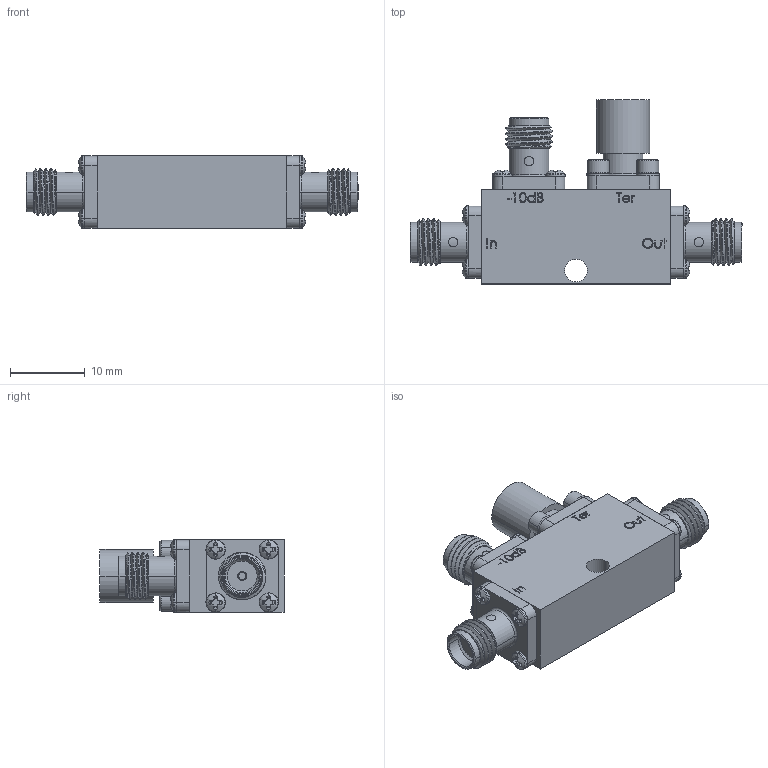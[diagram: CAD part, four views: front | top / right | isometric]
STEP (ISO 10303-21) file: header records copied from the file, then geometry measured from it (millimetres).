
FILE_DESCRIPTION (( 'STEP AP214' ), '1' );
FILE_NAME ('PE2CP1105 - FMCP1105.step', '2020-05-18T18:40:35', ( '' ), ( '' ), 'SwSTEP 2.0', 'SolidWorks 2018', '' );
FILE_SCHEMA (( 'AUTOMOTIVE_DESIGN' ));
Length unit declared in the file: inch
Products named in the file (1): PE2CP1105 - FMCP1105
Bounding box: 44.45 x 24.64 x 9.7 mm (x, y, z)
Volume: 4495 mm3; surface area: 3849.9 mm2
Topology: 5 solids, 5 shells, 1021 faces, 2667 edges, 1729 vertices
Faces by surface type: plane 427, cylinder 311, cone 148, bspline 127, torus 8
Entity records: 42877 total; most frequent: CARTESIAN_POINT 19835, ORIENTED_EDGE 5334, DIRECTION 4100, EDGE_CURVE 2667, VERTEX_POINT 1729, AXIS2_PLACEMENT_3D 1497, VECTOR 1106, LINE 1106
